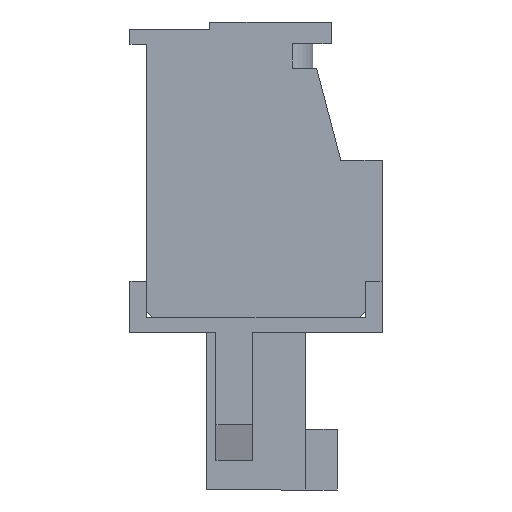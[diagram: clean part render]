
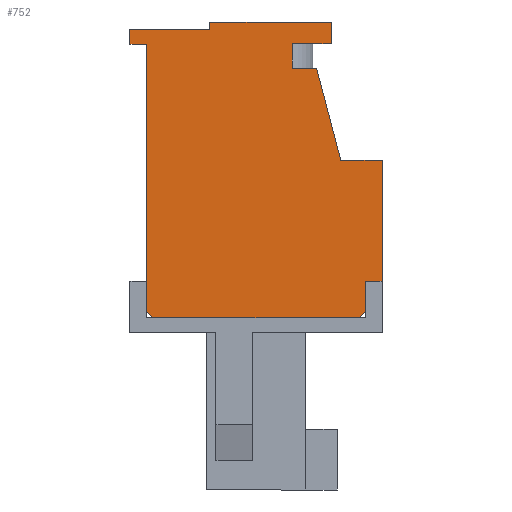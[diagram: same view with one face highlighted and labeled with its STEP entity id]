
A CAD part, left-side view. The second image highlights one B-rep face of the part: STEP entity #752.
In plain terms, the highlighted planar face has unit normal (-1, 0, 0).
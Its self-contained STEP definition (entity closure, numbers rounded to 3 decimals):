
#752 = ADVANCED_FACE( '', ( #1614 ), #1615, .T. );
#1614 = FACE_OUTER_BOUND( '', #2634, .T. );
#1615 = PLANE( '', #2635 );
#2634 = EDGE_LOOP( '', ( #4472, #4473, #4474, #4475, #4476, #4477, #4478, #4479, #4480, #4481, #4482, #4483, #4484, #4485, #4486, #4487, #4488, #4489 ) );
#2635 = AXIS2_PLACEMENT_3D( '', #4490, #4491, #4492 );
#4472 = ORIENTED_EDGE( '', *, *, #6956, .T. );
#4473 = ORIENTED_EDGE( '', *, *, #6957, .T. );
#4474 = ORIENTED_EDGE( '', *, *, #6885, .F. );
#4475 = ORIENTED_EDGE( '', *, *, #6687, .T. );
#4476 = ORIENTED_EDGE( '', *, *, #6958, .T. );
#4477 = ORIENTED_EDGE( '', *, *, #6297, .T. );
#4478 = ORIENTED_EDGE( '', *, *, #6959, .T. );
#4479 = ORIENTED_EDGE( '', *, *, #6814, .T. );
#4480 = ORIENTED_EDGE( '', *, *, #6272, .T. );
#4481 = ORIENTED_EDGE( '', *, *, #6563, .T. );
#4482 = ORIENTED_EDGE( '', *, *, #6960, .T. );
#4483 = ORIENTED_EDGE( '', *, *, #6347, .T. );
#4484 = ORIENTED_EDGE( '', *, *, #6961, .T. );
#4485 = ORIENTED_EDGE( '', *, *, #6834, .T. );
#4486 = ORIENTED_EDGE( '', *, *, #6358, .T. );
#4487 = ORIENTED_EDGE( '', *, *, #6722, .T. );
#4488 = ORIENTED_EDGE( '', *, *, #6315, .T. );
#4489 = ORIENTED_EDGE( '', *, *, #6962, .T. );
#4490 = CARTESIAN_POINT( '', ( -3.5, 0., 0. ) );
#4491 = DIRECTION( '', ( -1., 0., 0. ) );
#4492 = DIRECTION( '', ( 0., 0., 1. ) );
#6272 = EDGE_CURVE( '', #7489, #7490, #7491, .T. );
#6297 = EDGE_CURVE( '', #7531, #7533, #7535, .T. );
#6315 = EDGE_CURVE( '', #7566, #7567, #7568, .T. );
#6347 = EDGE_CURVE( '', #7612, #7624, #7626, .T. );
#6358 = EDGE_CURVE( '', #7644, #7645, #7646, .T. );
#6563 = EDGE_CURVE( '', #7490, #8005, #8007, .T. );
#6687 = EDGE_CURVE( '', #8205, #8206, #8207, .T. );
#6722 = EDGE_CURVE( '', #7645, #7566, #8259, .T. );
#6814 = EDGE_CURVE( '', #8396, #7489, #8397, .T. );
#6834 = EDGE_CURVE( '', #8430, #7644, #8431, .T. );
#6885 = EDGE_CURVE( '', #8205, #8511, #8512, .T. );
#6956 = EDGE_CURVE( '', #8618, #8619, #8620, .T. );
#6957 = EDGE_CURVE( '', #8619, #8511, #8621, .T. );
#6958 = EDGE_CURVE( '', #8206, #7531, #8622, .T. );
#6959 = EDGE_CURVE( '', #7533, #8396, #8623, .T. );
#6960 = EDGE_CURVE( '', #8005, #7612, #8624, .T. );
#6961 = EDGE_CURVE( '', #7624, #8430, #8625, .T. );
#6962 = EDGE_CURVE( '', #7567, #8618, #8626, .T. );
#7489 = VERTEX_POINT( '', #9260 );
#7490 = VERTEX_POINT( '', #9261 );
#7491 = LINE( '', #9262, #9263 );
#7531 = VERTEX_POINT( '', #9321 );
#7533 = VERTEX_POINT( '', #9324 );
#7535 = LINE( '', #9327, #9328 );
#7566 = VERTEX_POINT( '', #9372 );
#7567 = VERTEX_POINT( '', #9373 );
#7568 = LINE( '', #9374, #9375 );
#7612 = VERTEX_POINT( '', #9438 );
#7624 = VERTEX_POINT( '', #9454 );
#7626 = LINE( '', #9457, #9458 );
#7644 = VERTEX_POINT( '', #9483 );
#7645 = VERTEX_POINT( '', #9484 );
#7646 = LINE( '', #9485, #9486 );
#8005 = VERTEX_POINT( '', #10012 );
#8007 = LINE( '', #10015, #10016 );
#8205 = VERTEX_POINT( '', #10305 );
#8206 = VERTEX_POINT( '', #10306 );
#8207 = LINE( '', #10307, #10308 );
#8259 = LINE( '', #10385, #10386 );
#8396 = VERTEX_POINT( '', #10582 );
#8397 = LINE( '', #10583, #10584 );
#8430 = VERTEX_POINT( '', #10629 );
#8431 = LINE( '', #10630, #10631 );
#8511 = VERTEX_POINT( '', #10754 );
#8512 = LINE( '', #10755, #10756 );
#8618 = VERTEX_POINT( '', #10914 );
#8619 = VERTEX_POINT( '', #10915 );
#8620 = LINE( '', #10916, #10917 );
#8621 = LINE( '', #10918, #10919 );
#8622 = LINE( '', #10920, #10921 );
#8623 = LINE( '', #10922, #10923 );
#8624 = LINE( '', #10924, #10925 );
#8625 = LINE( '', #10926, #10927 );
#8626 = LINE( '', #10928, #10929 );
#9260 = CARTESIAN_POINT( '', ( -3.5, -3.5, 1.11 ) );
#9261 = CARTESIAN_POINT( '', ( -3.5, -2.5, 4.91 ) );
#9262 = CARTESIAN_POINT( '', ( -3.5, -3.5, 1.11 ) );
#9263 = VECTOR( '', #11771, 1000. );
#9321 = CARTESIAN_POINT( '', ( -3.5, -4.5, -3.89 ) );
#9324 = CARTESIAN_POINT( '', ( -3.5, -5.2, -3.89 ) );
#9327 = CARTESIAN_POINT( '', ( -3.5, -4.5, -3.89 ) );
#9328 = VECTOR( '', #11791, 1000. );
#9372 = CARTESIAN_POINT( '', ( -3.5, 5.2, 6.51 ) );
#9373 = CARTESIAN_POINT( '', ( -3.5, 5.2, 5.89 ) );
#9374 = CARTESIAN_POINT( '', ( -3.5, 5.2, 6.51 ) );
#9375 = VECTOR( '', #11805, 1000. );
#9438 = CARTESIAN_POINT( '', ( -3.5, -1.5, 5.91 ) );
#9454 = CARTESIAN_POINT( '', ( -3.5, -3.1, 5.91 ) );
#9457 = CARTESIAN_POINT( '', ( -3.5, -1.5, 5.91 ) );
#9458 = VECTOR( '', #11836, 1000. );
#9483 = CARTESIAN_POINT( '', ( -3.5, 1.9, 6.81 ) );
#9484 = CARTESIAN_POINT( '', ( -3.5, 1.9, 6.51 ) );
#9485 = CARTESIAN_POINT( '', ( -3.5, 1.9, 6.81 ) );
#9486 = VECTOR( '', #11847, 1000. );
#10012 = CARTESIAN_POINT( '', ( -3.5, -1.5, 4.91 ) );
#10015 = CARTESIAN_POINT( '', ( -3.5, -1.5, 4.91 ) );
#10016 = VECTOR( '', #12059, 1000. );
#10305 = CARTESIAN_POINT( '', ( -3.5, -4.25, -5.39 ) );
#10306 = CARTESIAN_POINT( '', ( -3.5, -4.5, -5.14 ) );
#10307 = CARTESIAN_POINT( '', ( -3.5, -4.82, -4.82 ) );
#10308 = VECTOR( '', #12169, 1000. );
#10385 = CARTESIAN_POINT( '', ( -3.5, 1.9, 6.51 ) );
#10386 = VECTOR( '', #12201, 1000. );
#10582 = CARTESIAN_POINT( '', ( -3.5, -5.2, 1.11 ) );
#10583 = CARTESIAN_POINT( '', ( -3.5, -5.2, 1.11 ) );
#10584 = VECTOR( '', #12291, 1000. );
#10629 = CARTESIAN_POINT( '', ( -3.5, -3.1, 6.81 ) );
#10630 = CARTESIAN_POINT( '', ( -3.5, -3.1, 6.81 ) );
#10631 = VECTOR( '', #12313, 1000. );
#10754 = CARTESIAN_POINT( '', ( -3.5, 4.25, -5.39 ) );
#10755 = CARTESIAN_POINT( '', ( -3.5, 0., -5.39 ) );
#10756 = VECTOR( '', #12362, 1000. );
#10914 = CARTESIAN_POINT( '', ( -3.5, 4.5, 5.89 ) );
#10915 = CARTESIAN_POINT( '', ( -3.5, 4.5, -5.14 ) );
#10916 = CARTESIAN_POINT( '', ( -3.5, 4.5, 5.89 ) );
#10917 = VECTOR( '', #12418, 1000. );
#10918 = CARTESIAN_POINT( '', ( -3.5, 4.82, -4.82 ) );
#10919 = VECTOR( '', #12419, 1000. );
#10920 = CARTESIAN_POINT( '', ( -3.5, -4.5, -5.89 ) );
#10921 = VECTOR( '', #12420, 1000. );
#10922 = CARTESIAN_POINT( '', ( -3.5, -5.2, -3.89 ) );
#10923 = VECTOR( '', #12421, 1000. );
#10924 = CARTESIAN_POINT( '', ( -3.5, -1.5, 4.91 ) );
#10925 = VECTOR( '', #12422, 1000. );
#10926 = CARTESIAN_POINT( '', ( -3.5, -3.1, 5.91 ) );
#10927 = VECTOR( '', #12423, 1000. );
#10928 = CARTESIAN_POINT( '', ( -3.5, 5.2, 5.89 ) );
#10929 = VECTOR( '', #12424, 1000. );
#11771 = DIRECTION( '', ( 0., 0.254, 0.967 ) );
#11791 = DIRECTION( '', ( 0., -1., 0. ) );
#11805 = DIRECTION( '', ( 0., 0., -1. ) );
#11836 = DIRECTION( '', ( 0., -1., 0. ) );
#11847 = DIRECTION( '', ( 0., 0., -1. ) );
#12059 = DIRECTION( '', ( 0., 1., 0. ) );
#12169 = DIRECTION( '', ( 0., -0.707, 0.707 ) );
#12201 = DIRECTION( '', ( 0., 1., 0. ) );
#12291 = DIRECTION( '', ( 0., 1., 0. ) );
#12313 = DIRECTION( '', ( 0., 1., 0. ) );
#12362 = DIRECTION( '', ( 0., 1., 0. ) );
#12418 = DIRECTION( '', ( 0., 0., -1. ) );
#12419 = DIRECTION( '', ( 0., -0.707, -0.707 ) );
#12420 = DIRECTION( '', ( 0., 0., 1. ) );
#12421 = DIRECTION( '', ( 0., 0., 1. ) );
#12422 = DIRECTION( '', ( 0., 0., 1. ) );
#12423 = DIRECTION( '', ( 0., 0., 1. ) );
#12424 = DIRECTION( '', ( 0., -1., 0. ) );
